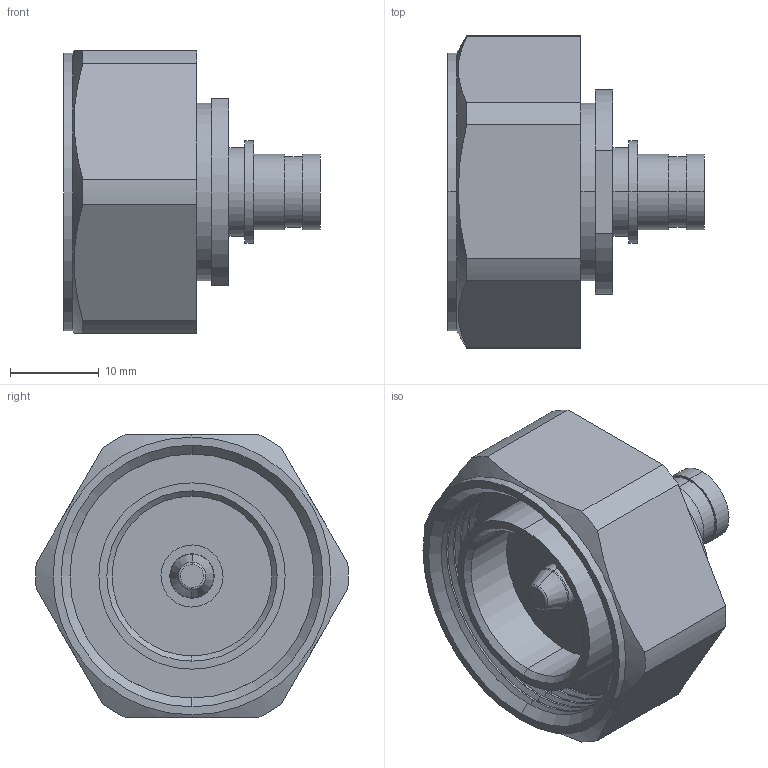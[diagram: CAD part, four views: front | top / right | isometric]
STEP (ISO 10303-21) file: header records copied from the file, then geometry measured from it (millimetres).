
FILE_DESCRIPTION (( 'STEP AP203' ), '1' );
FILE_NAME ('3190-2942.STEP', '2020-09-14T01:52:18', ( '' ), ( '' ), 'SwSTEP 2.0', 'SolidWorks 2018', '' );
FILE_SCHEMA (( 'CONFIG_CONTROL_DESIGN' ));
Length unit declared in the file: inch
Products named in the file (1): 3190-2942
Bounding box: 28.88 x 35.23 x 31.86 mm (x, y, z)
Volume: 11228.9 mm3; surface area: 5955.7 mm2
Topology: 1 solids, 1 shells, 103 faces, 222 edges, 132 vertices
Faces by surface type: cylinder 44, cone 32, plane 23, torus 4
Entity records: 2949 total; most frequent: CARTESIAN_POINT 562, DIRECTION 532, ORIENTED_EDGE 444, EDGE_CURVE 222, AXIS2_PLACEMENT_3D 218, VERTEX_POINT 132, EDGE_LOOP 116, CIRCLE 114
